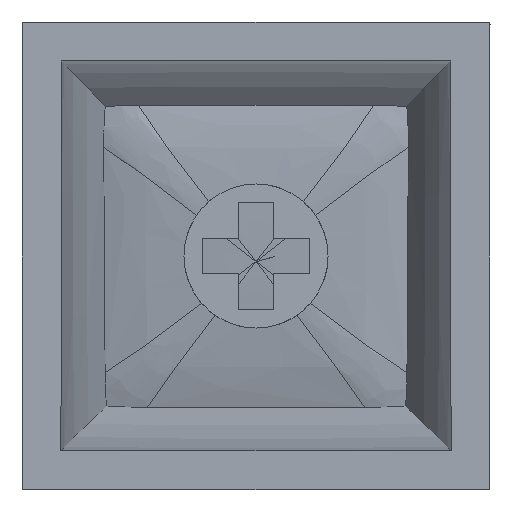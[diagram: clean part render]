
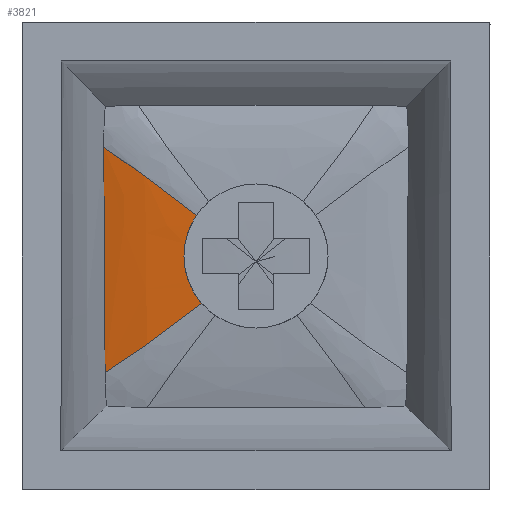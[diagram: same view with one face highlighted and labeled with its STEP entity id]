
A CAD part, front view. The second image highlights one B-rep face of the part: STEP entity #3821.
In plain terms, the highlighted free-form (B-spline) face has degree [3, 3] with [4, 7] control points.
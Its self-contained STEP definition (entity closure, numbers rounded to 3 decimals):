
#9 = CARTESIAN_POINT ( 'NONE',  ( -5.806, 8.321, -4.477 ) ) ;
#139 = CARTESIAN_POINT ( 'NONE',  ( -2.874, 7.635, -0.958 ) ) ;
#152 = VERTEX_POINT ( 'NONE', #262 ) ;
#176 = CARTESIAN_POINT ( 'NONE',  ( -2.089, 7.683, -1.82 ) ) ;
#210 = CARTESIAN_POINT ( 'NONE',  ( -2.289, 7.395, 1.56 ) ) ;
#262 = CARTESIAN_POINT ( 'NONE',  ( -5.857, 7.577, 4.182 ) ) ;
#317 = CARTESIAN_POINT ( 'NONE',  ( -5.857, 7.577, 4.182 ) ) ;
#352 = CARTESIAN_POINT ( 'NONE',  ( -5.806, 8.321, -4.472 ) ) ;
#404 = CARTESIAN_POINT ( 'NONE',  ( -3.042, 7.374, 2.142 ) ) ;
#411 = CARTESIAN_POINT ( 'NONE',  ( -5.806, 8.315, -4.406 ) ) ;
#549 = EDGE_CURVE ( 'NONE', #1476, #1380, #5496, .T. ) ;
#616 = EDGE_CURVE ( 'NONE', #152, #4712, #5191, .T. ) ;
#764 = CARTESIAN_POINT ( 'NONE',  ( -2.06, 7.495, 0.318 ) ) ;
#796 = CARTESIAN_POINT ( 'NONE',  ( -4.222, 7.401, 3.029 ) ) ;
#812 = CARTESIAN_POINT ( 'NONE',  ( -5.399, 7.484, 3.888 ) ) ;
#840 = CARTESIAN_POINT ( 'NONE',  ( -5.806, 8.321, -4.477 ) ) ;
#847 = CARTESIAN_POINT ( 'NONE',  ( -5.806, 8.32, -4.462 ) ) ;
#1127 = EDGE_LOOP ( 'NONE', ( #5714, #2943, #3931, #1660 ) ) ;
#1132 = CARTESIAN_POINT ( 'NONE',  ( -4.852, 8.075, -3.906 ) ) ;
#1136 = CARTESIAN_POINT ( 'NONE',  ( -2.59, 7.455, 1.028 ) ) ;
#1166 = CARTESIAN_POINT ( 'NONE',  ( -5.392, 7.957, -1.559 ) ) ;
#1264 = CARTESIAN_POINT ( 'NONE',  ( -2.75, 7.513, 0.448 ) ) ;
#1277 = EDGE_CURVE ( 'NONE', #4712, #1380, #4161, .T. ) ;
#1279 = CARTESIAN_POINT ( 'NONE',  ( -4.803, 8.062, -3.827 ) ) ;
#1319 = CARTESIAN_POINT ( 'NONE',  ( -3.592, 7.374, 2.561 ) ) ;
#1380 = VERTEX_POINT ( 'NONE', #3770 ) ;
#1476 = VERTEX_POINT ( 'NONE', #3895 ) ;
#1633 = CARTESIAN_POINT ( 'NONE',  ( -2.06, 7.589, -0.749 ) ) ;
#1660 = ORIENTED_EDGE ( 'NONE', *, *, #549, .T. ) ;
#1666 = CARTESIAN_POINT ( 'NONE',  ( -4.222, 7.967, -3.447 ) ) ;
#1779 = CARTESIAN_POINT ( 'NONE',  ( -2.874, 7.375, 2.013 ) ) ;
#1805 = CARTESIAN_POINT ( 'NONE',  ( -5.809, 8.27, -3.878 ) ) ;
#2090 = CARTESIAN_POINT ( 'NONE',  ( -2.29, 7.67, -1.588 ) ) ;
#2194 = CARTESIAN_POINT ( 'NONE',  ( -3.574, 7.854, -2.941 ) ) ;
#2206 = CARTESIAN_POINT ( 'NONE',  ( -3.592, 7.536, 0.712 ) ) ;
#2229 = CARTESIAN_POINT ( 'NONE',  ( -5.826, 8.01, -0.86 ) ) ;
#2263 = CARTESIAN_POINT ( 'NONE',  ( -2.874, 7.505, 0.527 ) ) ;
#2290 = CARTESIAN_POINT ( 'NONE',  ( -5.807, 8.302, -4.255 ) ) ;
#2317 = CARTESIAN_POINT ( 'NONE',  ( -5.811, 8.244, -3.576 ) ) ;
#2421 = EDGE_CURVE ( 'NONE', #1476, #152, #4116, .T. ) ;
#2694 = CARTESIAN_POINT ( 'NONE',  ( -4.852, 7.428, 3.497 ) ) ;
#2711 = CARTESIAN_POINT ( 'NONE',  ( -2.089, 7.683, -1.82 ) ) ;
#2719 = CARTESIAN_POINT ( 'NONE',  ( -5.806, 8.32, -4.467 ) ) ;
#2943 = ORIENTED_EDGE ( 'NONE', *, *, #616, .F. ) ;
#3012 = CARTESIAN_POINT ( 'NONE',  ( -4.852, 7.86, -1.438 ) ) ;
#3047 = CARTESIAN_POINT ( 'NONE',  ( -2.679, 7.616, -0.765 ) ) ;
#3078 = CARTESIAN_POINT ( 'NONE',  ( -5.874, 8.091, -1.649 ) ) ;
#3197 = CARTESIAN_POINT ( 'NONE',  ( -5.392, 7.719, 1.163 ) ) ;
#3546 = CARTESIAN_POINT ( 'NONE',  ( -3.592, 7.859, -2.988 ) ) ;
#3609 = CARTESIAN_POINT ( 'NONE',  ( -2.783, 7.542, 0.14 ) ) ;
#3633 = CARTESIAN_POINT ( 'NONE',  ( -4.222, 7.59, 0.87 ) ) ;
#3770 = CARTESIAN_POINT ( 'NONE',  ( -2.089, 7.683, -1.82 ) ) ;
#3771 = CARTESIAN_POINT ( 'NONE',  ( -5.834, 7.906, 0.348 ) ) ;
#3821 = ADVANCED_FACE ( 'NONE', ( #5889 ), #4869, .F. ) ;
#3895 = CARTESIAN_POINT ( 'NONE',  ( -5.806, 8.321, -4.477 ) ) ;
#3905 = CARTESIAN_POINT ( 'NONE',  ( -4.222, 7.778, -1.288 ) ) ;
#3931 = ORIENTED_EDGE ( 'NONE', *, *, #2421, .F. ) ;
#4035 = CARTESIAN_POINT ( 'NONE',  ( -5.874, 7.836, 1.272 ) ) ;
#4069 = CARTESIAN_POINT ( 'NONE',  ( -2.46, 7.424, 1.309 ) ) ;
#4116 = B_SPLINE_CURVE_WITH_KNOTS ( 'NONE', 3,
 ( #9, #352, #2719, #847, #5600, #4676, #411, #6028, #2290, #4122, #1805, #2317, #4616, #4210, #2229, #3771, #4705, #5052, #4151 ),
 .UNSPECIFIED., .F., .F.,
 ( 4, 3, 3, 3, 3, 3, 4 ),
 ( 0., 0., 0., 0., 0.001, 0.005, 0.009 ),
 .UNSPECIFIED. ) ;
#4122 = CARTESIAN_POINT ( 'NONE',  ( -5.807, 8.296, -4.179 ) ) ;
#4142 = CARTESIAN_POINT ( 'NONE',  ( -3.71, 7.376, 2.65 ) ) ;
#4151 = CARTESIAN_POINT ( 'NONE',  ( -5.857, 7.577, 4.182 ) ) ;
#4161 = B_SPLINE_CURVE_WITH_KNOTS ( 'NONE', 3,
 ( #210, #4069, #1136, #1264, #3609, #4407, #3047, #4969, #2090, #176 ),
 .UNSPECIFIED., .F., .F.,
 ( 4, 2, 2, 2, 4 ),
 ( 0., 0.001, 0.002, 0.003, 0.004 ),
 .UNSPECIFIED. ) ;
#4174 = CARTESIAN_POINT ( 'NONE',  ( -2.877, 7.764, -2.419 ) ) ;
#4210 = CARTESIAN_POINT ( 'NONE',  ( -5.819, 8.114, -2.067 ) ) ;
#4375 = CARTESIAN_POINT ( 'NONE',  ( -2.289, 7.395, 1.56 ) ) ;
#4407 = CARTESIAN_POINT ( 'NONE',  ( -2.748, 7.593, -0.462 ) ) ;
#4616 = CARTESIAN_POINT ( 'NONE',  ( -5.813, 8.218, -3.274 ) ) ;
#4676 = CARTESIAN_POINT ( 'NONE',  ( -5.806, 8.317, -4.425 ) ) ;
#4705 = CARTESIAN_POINT ( 'NONE',  ( -5.841, 7.796, 1.626 ) ) ;
#4712 = VERTEX_POINT ( 'NONE', #4375 ) ;
#4833 = CARTESIAN_POINT ( 'NONE',  ( -5.392, 8.195, -4.281 ) ) ;
#4869 = B_SPLINE_SURFACE_WITH_KNOTS ( 'NONE', 3, 3, ( 
 ( #5300, #4833, #1132, #1666, #3546, #5858, #5427 ),
 ( #3078, #1166, #3012, #3905, #4898, #139, #1633 ),
 ( #4035, #3197, #5084, #3633, #2206, #2263, #764 ),
 ( #5460, #5056, #2694, #796, #1319, #1779, #4999 ) ),
 .UNSPECIFIED., .F., .F., .F.,
 ( 4, 4 ),
 ( 4, 3, 4 ),
 ( -0.006, 1. ),
 ( 0.362, 0.592, 0.822 ),
 .UNSPECIFIED. ) ;
#4898 = CARTESIAN_POINT ( 'NONE',  ( -3.592, 7.697, -1.138 ) ) ;
#4969 = CARTESIAN_POINT ( 'NONE',  ( -2.451, 7.654, -1.325 ) ) ;
#4999 = CARTESIAN_POINT ( 'NONE',  ( -2.06, 7.402, 1.385 ) ) ;
#5052 = CARTESIAN_POINT ( 'NONE',  ( -5.849, 7.687, 2.904 ) ) ;
#5056 = CARTESIAN_POINT ( 'NONE',  ( -5.392, 7.481, 3.884 ) ) ;
#5084 = CARTESIAN_POINT ( 'NONE',  ( -4.852, 7.644, 1.029 ) ) ;
#5099 = CARTESIAN_POINT ( 'NONE',  ( -5.332, 8.178, -4.192 ) ) ;
#5191 = B_SPLINE_CURVE_WITH_KNOTS ( 'NONE', 3,
 ( #317, #812, #6049, #4142, #404, #5593 ),
 .UNSPECIFIED., .F., .F.,
 ( 4, 2, 4 ),
 ( 0.297, 0.538, 0.779 ),
 .UNSPECIFIED. ) ;
#5300 = CARTESIAN_POINT ( 'NONE',  ( -5.874, 8.347, -4.57 ) ) ;
#5427 = CARTESIAN_POINT ( 'NONE',  ( -2.06, 7.682, -1.817 ) ) ;
#5460 = CARTESIAN_POINT ( 'NONE',  ( -5.874, 7.58, 4.193 ) ) ;
#5496 = B_SPLINE_CURVE_WITH_KNOTS ( 'NONE', 3,
 ( #840, #5099, #1279, #2194, #4174, #2711 ),
 .UNSPECIFIED., .F., .F.,
 ( 4, 2, 4 ),
 ( 0.303, 0.551, 0.8 ),
 .UNSPECIFIED. ) ;
#5593 = CARTESIAN_POINT ( 'NONE',  ( -2.289, 7.395, 1.56 ) ) ;
#5600 = CARTESIAN_POINT ( 'NONE',  ( -5.806, 8.318, -4.444 ) ) ;
#5714 = ORIENTED_EDGE ( 'NONE', *, *, #1277, .F. ) ;
#5858 = CARTESIAN_POINT ( 'NONE',  ( -2.874, 7.765, -2.444 ) ) ;
#5889 = FACE_OUTER_BOUND ( 'NONE', #1127, .T. ) ;
#6028 = CARTESIAN_POINT ( 'NONE',  ( -5.807, 8.309, -4.33 ) ) ;
#6049 = CARTESIAN_POINT ( 'NONE',  ( -4.889, 7.432, 3.523 ) ) ;
